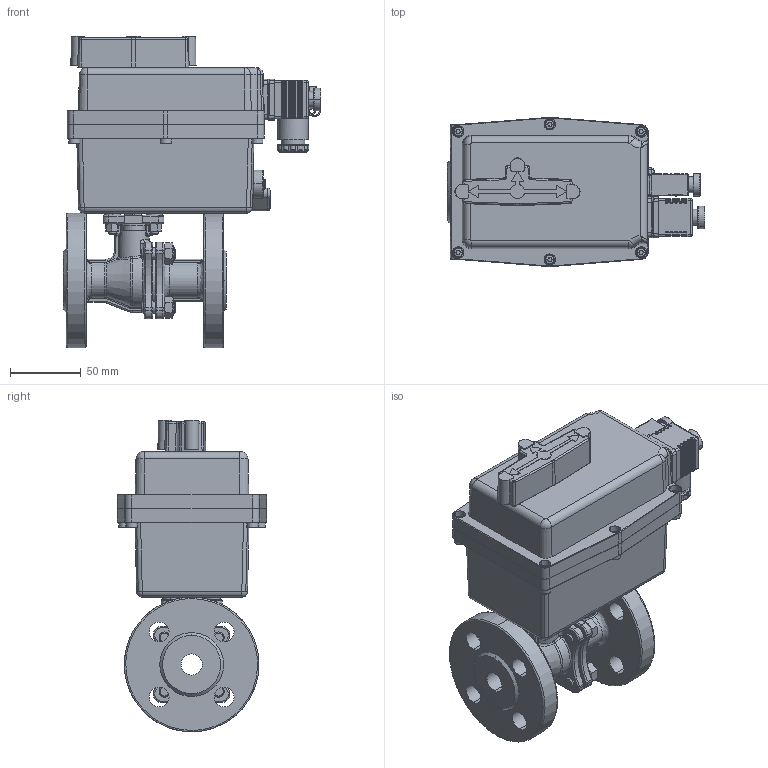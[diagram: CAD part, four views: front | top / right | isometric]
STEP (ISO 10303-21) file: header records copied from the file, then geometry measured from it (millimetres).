
FILE_DESCRIPTION(('HOOPS Exchange Step'),'2;1');
FILE_NAME('EK05_DN15.stp','2025-08-06T08:31:25+02:00',('nieru'),('Unknown organisation'),'HOOPS Exchange 2024.2','HOOPS Exchange','Unknown authorisation');
FILE_SCHEMA( ('AP203_CONFIGURATION_CONTROLLED_3D_DESIGN_OF_MECHANICAL_PARTS_AND_ASSEMBLIES_MIM_LF') );
Length unit declared in the file: millimetre
Products named in the file (4): 0; root
Assembly tree (3 placements, depth 3):
  root
    0
      0
      0
Bounding box: 181.59 x 105.22 x 219.93 mm (x, y, z)
Volume: 1413298.6 mm3; surface area: 228747.7 mm2
Topology: 43 solids, 48 shells, 3023 faces, 7385 edges, 4492 vertices
Faces by surface type: cylinder 1103, plane 771, bspline 495, torus 341, cone 245, sphere 60, offset 8
Full cylindrical faces by diameter (mm): 3.5 x6, 5 x4, 7 x1, 7.825 x1, 8 x6, 11 x1, 11.516 x1, 14.894 x1, 16.1 x1, 16.5 x1, 57.162 x1, 61 x1
Entity records: 144845 total; most frequent: CARTESIAN_POINT 77811, ORIENTED_EDGE 14706, DIRECTION 12868, EDGE_CURVE 7353, AXIS2_PLACEMENT_3D 5132, VERTEX_POINT 4492, EDGE_LOOP 3193, FACE_BOUND 3193
